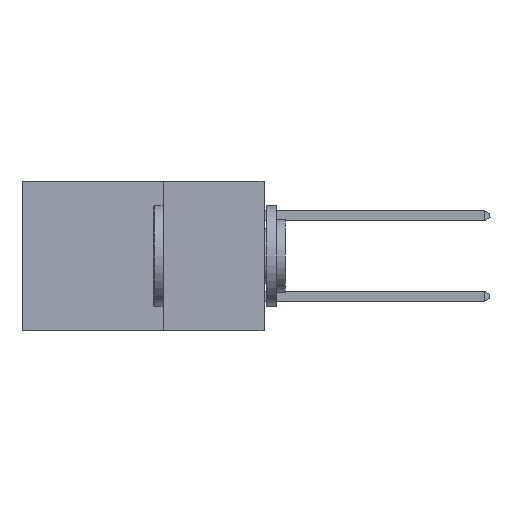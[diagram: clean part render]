
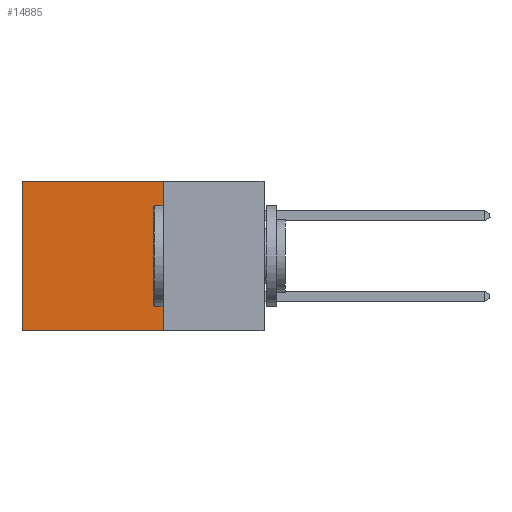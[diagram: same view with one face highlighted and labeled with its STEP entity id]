
A CAD part, left-side view. The second image highlights one B-rep face of the part: STEP entity #14885.
In plain terms, the highlighted planar face has unit normal (-1, 0, 0).
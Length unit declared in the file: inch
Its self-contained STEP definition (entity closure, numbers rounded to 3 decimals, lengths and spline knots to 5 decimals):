
#479 = CARTESIAN_POINT ( 'NONE',  ( 0.298, 0.25, 0. ) ) ;
#638 = ORIENTED_EDGE ( 'NONE', *, *, #10579, .T. ) ;
#911 = VERTEX_POINT ( 'NONE', #6219 ) ;
#2168 = DIRECTION ( 'NONE',  ( 0., 0., -1. ) ) ;
#2657 = VERTEX_POINT ( 'NONE', #17377 ) ;
#3546 = ORIENTED_EDGE ( 'NONE', *, *, #5455, .F. ) ;
#4667 = LINE ( 'NONE', #6190, #24818 ) ;
#5204 = LINE ( 'NONE', #19361, #15029 ) ;
#5455 = EDGE_CURVE ( 'NONE', #25466, #2657, #11955, .T. ) ;
#5864 = VERTEX_POINT ( 'NONE', #22918 ) ;
#6190 = CARTESIAN_POINT ( 'NONE',  ( 0.298, 0.25, 0. ) ) ;
#6219 = CARTESIAN_POINT ( 'NONE',  ( 0.298, 0.25, 0. ) ) ;
#6269 = CARTESIAN_POINT ( 'NONE',  ( 0.298, 0.25, -0.37 ) ) ;
#7157 = EDGE_CURVE ( 'NONE', #911, #5864, #19468, .T. ) ;
#9719 = VECTOR ( 'NONE', #12493, 39.37008 ) ;
#10579 = EDGE_CURVE ( 'NONE', #5864, #2657, #5204, .T. ) ;
#11955 = LINE ( 'NONE', #22729, #16534 ) ;
#12310 = ORIENTED_EDGE ( 'NONE', *, *, #12558, .F. ) ;
#12451 = AXIS2_PLACEMENT_3D ( 'NONE', #23054, #24971, #13394 ) ;
#12493 = DIRECTION ( 'NONE',  ( 0., 1., 0. ) ) ;
#12558 = EDGE_CURVE ( 'NONE', #911, #25466, #4667, .T. ) ;
#13394 = DIRECTION ( 'NONE',  ( 0., 0., -1. ) ) ;
#14885 = ADVANCED_FACE ( 'NONE', ( #20520 ), #15269, .F. ) ;
#15029 = VECTOR ( 'NONE', #21289, 39.37008 ) ;
#15269 = PLANE ( 'NONE',  #12451 ) ;
#15406 = DIRECTION ( 'NONE',  ( 0., 1., 0. ) ) ;
#16534 = VECTOR ( 'NONE', #15406, 39.37008 ) ;
#17377 = CARTESIAN_POINT ( 'NONE',  ( 0.298, 0.6, -0.37 ) ) ;
#19361 = CARTESIAN_POINT ( 'NONE',  ( 0.298, 0.6, 0. ) ) ;
#19468 = LINE ( 'NONE', #479, #9719 ) ;
#20520 = FACE_OUTER_BOUND ( 'NONE', #21583, .T. ) ;
#21289 = DIRECTION ( 'NONE',  ( 0., 0., -1. ) ) ;
#21583 = EDGE_LOOP ( 'NONE', ( #638, #3546, #12310, #25379 ) ) ;
#22729 = CARTESIAN_POINT ( 'NONE',  ( 0.298, 0.25, -0.37 ) ) ;
#22918 = CARTESIAN_POINT ( 'NONE',  ( 0.298, 0.6, 0. ) ) ;
#23054 = CARTESIAN_POINT ( 'NONE',  ( 0.298, 0.25, 0. ) ) ;
#24818 = VECTOR ( 'NONE', #2168, 39.37008 ) ;
#24971 = DIRECTION ( 'NONE',  ( 1., 0., 0. ) ) ;
#25379 = ORIENTED_EDGE ( 'NONE', *, *, #7157, .T. ) ;
#25466 = VERTEX_POINT ( 'NONE', #6269 ) ;
